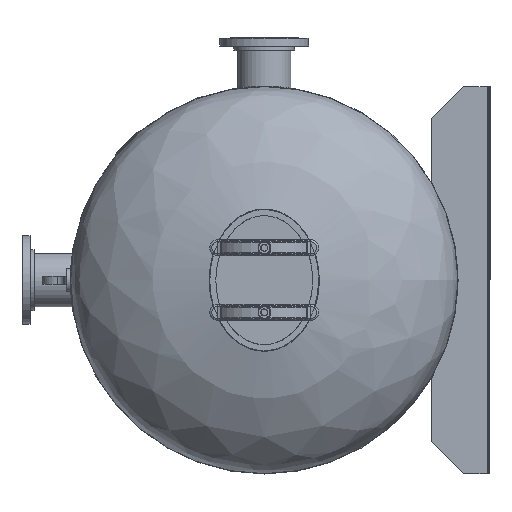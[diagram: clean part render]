
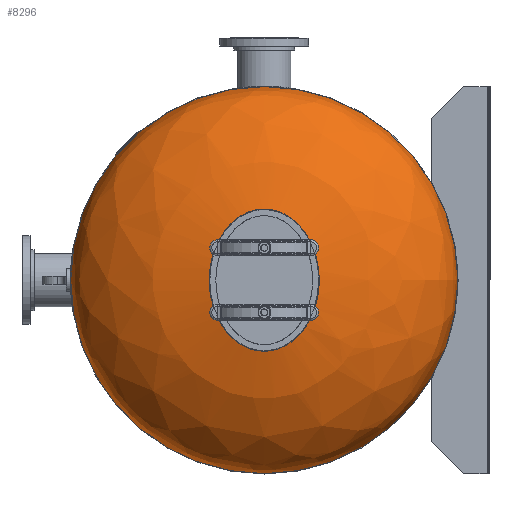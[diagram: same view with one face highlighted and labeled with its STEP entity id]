
A CAD part, left-side view. The second image highlights one B-rep face of the part: STEP entity #8296.
In plain terms, the highlighted free-form (B-spline) face has degree [2, 2] with [3, 9] control points.
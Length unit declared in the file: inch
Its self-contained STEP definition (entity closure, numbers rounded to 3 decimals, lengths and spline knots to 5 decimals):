
#152=ELLIPSE('',#9132,24.,12.1565);
#159=(
BOUNDED_SURFACE()
B_SPLINE_SURFACE(2,2,((#13553,#13554,#13555,#13556,#13557,#13558,#13559,
#13560,#13561),(#13562,#13563,#13564,#13565,#13566,#13567,#13568,#13569,
#13570),(#13571,#13572,#13573,#13574,#13575,#13576,#13577,#13578,#13579)),
 .UNSPECIFIED.,.F.,.T.,.F.)
B_SPLINE_SURFACE_WITH_KNOTS((3,3),(3,2,2,2,3),(0.,1.5708),
(0.,1.5708,3.14159,4.71239,6.28319),
 .UNSPECIFIED.)
GEOMETRIC_REPRESENTATION_ITEM()
RATIONAL_B_SPLINE_SURFACE(((1.,0.707,1.,0.707,1.,
0.707,1.,0.707,1.),(0.707,0.5,0.707,
0.5,0.707,0.5,0.707,0.5,0.707),(1.,
0.707,1.,0.707,1.,0.707,1.,0.707,
1.)))
REPRESENTATION_ITEM('')
SURFACE()
);
#635=CIRCLE('',#9122,24.);
#636=CIRCLE('',#9123,24.);
#1256=FACE_OUTER_BOUND('',#1732,.T.);
#1732=EDGE_LOOP('',(#5987,#5988,#5989,#5990,#5991,#5992));
#3552=B_SPLINE_CURVE_WITH_KNOTS('',3,(#13424,#13425,#13426,#13427,#13428,
#13429,#13430,#13431,#13432,#13433,#13434,#13435),.UNSPECIFIED.,.F.,.F.,
(4,2,2,2,2,4),(-66.69274,-59.82918,-51.06179,-44.15723,
-38.36109,-33.44118),.UNSPECIFIED.);
#3553=B_SPLINE_CURVE_WITH_KNOTS('',3,(#13436,#13437,#13438,#13439,#13440,
#13441,#13442,#13443,#13444,#13445,#13446,#13447,#13448,#13449,#13450,#13451,
#13452,#13453,#13454,#13455,#13456,#13457,#13458,#13459,#13460,#13461,#13462,
#13463,#13464,#13465,#13466,#13467,#13468),.UNSPECIFIED.,.F.,.F.,(4,2,2,
2,2,3,2,2,2,2,2,2,2,2,2,4),(-33.44118,-32.7421,-26.74035,
-19.67023,-10.86764,0.,5.48771,11.14687,
18.38186,24.24151,29.55301,35.11586,41.34265,
49.17208,59.58511,63.69278),.UNSPECIFIED.);
#3752=VERTEX_POINT('',#13420);
#3753=VERTEX_POINT('',#13423);
#3779=VERTEX_POINT('',#13534);
#3780=VERTEX_POINT('',#13536);
#4597=EDGE_CURVE('',#3753,#3752,#3552,.T.);
#4598=EDGE_CURVE('',#3752,#3753,#3553,.T.);
#4632=EDGE_CURVE('',#3779,#3780,#635,.T.);
#4633=EDGE_CURVE('',#3780,#3779,#636,.T.);
#4641=EDGE_CURVE('',#3753,#3780,#152,.T.);
#5987=ORIENTED_EDGE('',*,*,#4597,.T.);
#5988=ORIENTED_EDGE('',*,*,#4598,.T.);
#5989=ORIENTED_EDGE('',*,*,#4641,.T.);
#5990=ORIENTED_EDGE('',*,*,#4632,.F.);
#5991=ORIENTED_EDGE('',*,*,#4633,.F.);
#5992=ORIENTED_EDGE('',*,*,#4641,.F.);
#8296=ADVANCED_FACE('',(#1256),#159,.T.);
#9122=AXIS2_PLACEMENT_3D('',#13537,#10137,#10138);
#9123=AXIS2_PLACEMENT_3D('',#13538,#10139,#10140);
#9132=AXIS2_PLACEMENT_3D('',#13580,#10158,#10159);
#10137=DIRECTION('center_axis',(0.,-1.,0.));
#10138=DIRECTION('ref_axis',(1.,0.,0.));
#10139=DIRECTION('center_axis',(0.,-1.,0.));
#10140=DIRECTION('ref_axis',(1.,0.,0.));
#10158=DIRECTION('center_axis',(0.,0.,
-1.));
#10159=DIRECTION('ref_axis',(1.,0.,0.));
#13420=CARTESIAN_POINT('',(0.,11.30733,8.8125));
#13423=CARTESIAN_POINT('',(6.8125,11.65647,0.));
#13424=CARTESIAN_POINT('Ctrl Pts',(6.8125,11.65647,0.));
#13425=CARTESIAN_POINT('Ctrl Pts',(6.8125,11.65647,0.86468));
#13426=CARTESIAN_POINT('Ctrl Pts',(6.71415,11.64634,1.72863));
#13427=CARTESIAN_POINT('Ctrl Pts',(6.26701,11.60304,3.63077));
#13428=CARTESIAN_POINT('Ctrl Pts',(5.85375,11.56371,4.66116));
#13429=CARTESIAN_POINT('Ctrl Pts',(4.81655,11.48167,6.30173));
#13430=CARTESIAN_POINT('Ctrl Pts',(4.25498,11.44156,6.95546));
#13431=CARTESIAN_POINT('Ctrl Pts',(3.03859,11.37535,7.9325));
#13432=CARTESIAN_POINT('Ctrl Pts',(2.41973,11.34858,8.28638));
#13433=CARTESIAN_POINT('Ctrl Pts',(1.18313,11.31557,8.71179));
#13434=CARTESIAN_POINT('Ctrl Pts',(0.5947,11.30733,8.8125));
#13435=CARTESIAN_POINT('Ctrl Pts',(0.,11.30733,
8.8125));
#13436=CARTESIAN_POINT('Ctrl Pts',(0.,11.30733,
8.8125));
#13437=CARTESIAN_POINT('Ctrl Pts',(-0.0845,11.30733,
8.8125));
#13438=CARTESIAN_POINT('Ctrl Pts',(-0.16913,11.3075,
8.81047));
#13439=CARTESIAN_POINT('Ctrl Pts',(-0.98112,11.31064,
8.7713));
#13440=CARTESIAN_POINT('Ctrl Pts',(-1.68332,11.32571,8.58674));
#13441=CARTESIAN_POINT('Ctrl Pts',(-3.10961,11.37647,7.91254));
#13442=CARTESIAN_POINT('Ctrl Pts',(-3.79015,11.41408,7.38713));
#13443=CARTESIAN_POINT('Ctrl Pts',(-5.08665,11.4995,5.98606));
#13444=CARTESIAN_POINT('Ctrl Pts',(-5.67192,11.54923,5.02852));
#13445=CARTESIAN_POINT('Ctrl Pts',(-6.60675,11.63411,2.61595));
#13446=CARTESIAN_POINT('Ctrl Pts',(-6.84177,11.65943,1.16877));
#13447=CARTESIAN_POINT('Ctrl Pts',(-6.8096,11.65618,-0.25707));
#13448=CARTESIAN_POINT('Ctrl Pts',(-6.79336,11.65454,-0.97705));
#13449=CARTESIAN_POINT('Ctrl Pts',(-6.70883,11.64591,-1.69697));
#13450=CARTESIAN_POINT('Ctrl Pts',(-6.39628,11.61548,-3.12532));
#13451=CARTESIAN_POINT('Ctrl Pts',(-6.16359,11.59323,-3.83372));
#13452=CARTESIAN_POINT('Ctrl Pts',(-5.46213,11.53188,-5.35991));
#13453=CARTESIAN_POINT('Ctrl Pts',(-4.94331,11.48945,-6.15803));
#13454=CARTESIAN_POINT('Ctrl Pts',(-3.77877,11.41388,-7.38387));
#13455=CARTESIAN_POINT('Ctrl Pts',(-3.17871,11.38089,-7.84969));
#13456=CARTESIAN_POINT('Ctrl Pts',(-1.90428,11.33222,-8.50312));
#13457=CARTESIAN_POINT('Ctrl Pts',(-1.25588,11.31592,-8.70538));
#13458=CARTESIAN_POINT('Ctrl Pts',(0.12131,11.30365,-8.85845));
#13459=CARTESIAN_POINT('Ctrl Pts',(0.82387,11.30903,-8.79372));
#13460=CARTESIAN_POINT('Ctrl Pts',(2.25793,11.34186,-8.37484));
#13461=CARTESIAN_POINT('Ctrl Pts',(2.95277,11.37092,-7.99639));
#13462=CARTESIAN_POINT('Ctrl Pts',(4.34082,11.44593,-6.89261));
#13463=CARTESIAN_POINT('Ctrl Pts',(4.9739,11.49302,-6.1153));
#13464=CARTESIAN_POINT('Ctrl Pts',(6.11927,11.58679,-4.12409));
#13465=CARTESIAN_POINT('Ctrl Pts',(6.52772,11.62806,-2.84523));
#13466=CARTESIAN_POINT('Ctrl Pts',(6.77727,11.65289,-1.03525));
#13467=CARTESIAN_POINT('Ctrl Pts',(6.8125,11.65647,-0.51749));
#13468=CARTESIAN_POINT('Ctrl Pts',(6.8125,11.65647,0.));
#13534=CARTESIAN_POINT('',(-24.,0.,0.));
#13536=CARTESIAN_POINT('',(24.,0.,0.));
#13537=CARTESIAN_POINT('Origin',(0.,0.,0.));
#13538=CARTESIAN_POINT('Origin',(0.,0.,0.));
#13553=CARTESIAN_POINT('Ctrl Pts',(24.,0.,0.));
#13554=CARTESIAN_POINT('Ctrl Pts',(24.,0.,24.));
#13555=CARTESIAN_POINT('Ctrl Pts',(0.,0.,
24.));
#13556=CARTESIAN_POINT('Ctrl Pts',(-24.,0.,24.));
#13557=CARTESIAN_POINT('Ctrl Pts',(-24.,0.,0.));
#13558=CARTESIAN_POINT('Ctrl Pts',(-24.,0.,-24.));
#13559=CARTESIAN_POINT('Ctrl Pts',(0.,0.,
-24.));
#13560=CARTESIAN_POINT('Ctrl Pts',(24.,0.,-24.));
#13561=CARTESIAN_POINT('Ctrl Pts',(24.,0.,0.));
#13562=CARTESIAN_POINT('Ctrl Pts',(24.,12.1565,0.));
#13563=CARTESIAN_POINT('Ctrl Pts',(24.,12.1565,24.));
#13564=CARTESIAN_POINT('Ctrl Pts',(0.,12.1565,24.));
#13565=CARTESIAN_POINT('Ctrl Pts',(-24.,12.1565,24.));
#13566=CARTESIAN_POINT('Ctrl Pts',(-24.,12.1565,0.));
#13567=CARTESIAN_POINT('Ctrl Pts',(-24.,12.1565,-24.));
#13568=CARTESIAN_POINT('Ctrl Pts',(0.,12.1565,-24.));
#13569=CARTESIAN_POINT('Ctrl Pts',(24.,12.1565,-24.));
#13570=CARTESIAN_POINT('Ctrl Pts',(24.,12.1565,0.));
#13571=CARTESIAN_POINT('Ctrl Pts',(0.,12.1565,0.));
#13572=CARTESIAN_POINT('Ctrl Pts',(0.,12.1565,0.));
#13573=CARTESIAN_POINT('Ctrl Pts',(0.,12.1565,0.));
#13574=CARTESIAN_POINT('Ctrl Pts',(0.,12.1565,0.));
#13575=CARTESIAN_POINT('Ctrl Pts',(0.,12.1565,0.));
#13576=CARTESIAN_POINT('Ctrl Pts',(0.,12.1565,0.));
#13577=CARTESIAN_POINT('Ctrl Pts',(0.,12.1565,0.));
#13578=CARTESIAN_POINT('Ctrl Pts',(0.,12.1565,0.));
#13579=CARTESIAN_POINT('Ctrl Pts',(0.,12.1565,0.));
#13580=CARTESIAN_POINT('Origin',(0.,0.,0.));
